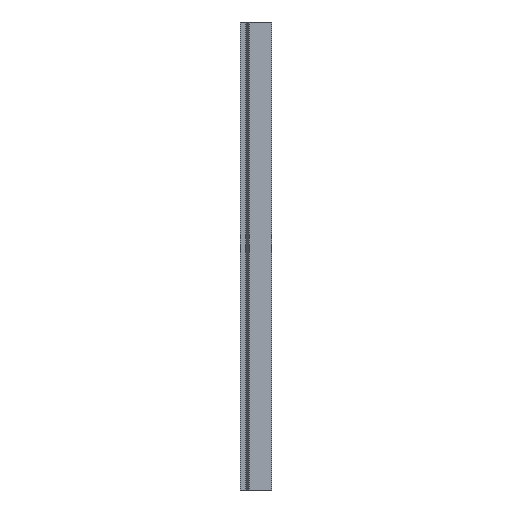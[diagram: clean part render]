
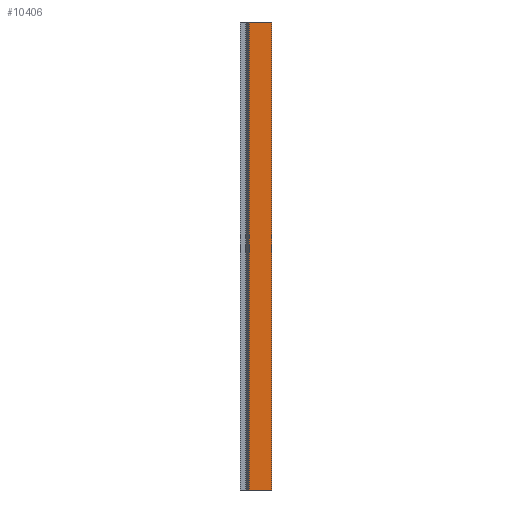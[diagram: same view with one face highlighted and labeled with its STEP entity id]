
A CAD part, left-side view. The second image highlights one B-rep face of the part: STEP entity #10406.
In plain terms, the highlighted planar face has unit normal (-1, 0, 0).
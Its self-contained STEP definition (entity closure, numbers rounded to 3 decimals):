
#133 = CARTESIAN_POINT ( 'NONE',  ( -37.5, 20.158, 0. ) ) ;
#164 = VECTOR ( 'NONE', #5336, 1000. ) ;
#204 = CARTESIAN_POINT ( 'NONE',  ( -37.5, 0., 418. ) ) ;
#216 = LINE ( 'NONE', #133, #164 ) ;
#388 = VERTEX_POINT ( 'NONE', #3773 ) ;
#431 = CARTESIAN_POINT ( 'NONE',  ( -37.5, 0., 0. ) ) ;
#685 = CARTESIAN_POINT ( 'NONE',  ( -37.5, 20.158, 418. ) ) ;
#1444 = VECTOR ( 'NONE', #5892, 1000. ) ;
#1905 = VERTEX_POINT ( 'NONE', #431 ) ;
#2067 = EDGE_CURVE ( 'NONE', #15473, #14839, #16353, .T. ) ;
#2796 = DIRECTION ( 'NONE',  ( 0., 0., -1. ) ) ;
#3084 = LINE ( 'NONE', #7975, #3804 ) ;
#3401 = DIRECTION ( 'NONE',  ( 0., 1., 0. ) ) ;
#3417 = ORIENTED_EDGE ( 'NONE', *, *, #13038, .T. ) ;
#3773 = CARTESIAN_POINT ( 'NONE',  ( -37.5, 20.158, 0. ) ) ;
#3804 = VECTOR ( 'NONE', #5606, 1000. ) ;
#3985 = LINE ( 'NONE', #204, #16432 ) ;
#5336 = DIRECTION ( 'NONE',  ( 0., -1., 0. ) ) ;
#5606 = DIRECTION ( 'NONE',  ( 0., 0., -1. ) ) ;
#5892 = DIRECTION ( 'NONE',  ( 0., -1., 0. ) ) ;
#7258 = EDGE_CURVE ( 'NONE', #15473, #388, #3084, .T. ) ;
#7359 = FACE_OUTER_BOUND ( 'NONE', #14996, .T. ) ;
#7769 = AXIS2_PLACEMENT_3D ( 'NONE', #8543, #11248, #3401 ) ;
#7975 = CARTESIAN_POINT ( 'NONE',  ( -37.5, 20.158, 418. ) ) ;
#8494 = ORIENTED_EDGE ( 'NONE', *, *, #7258, .T. ) ;
#8543 = CARTESIAN_POINT ( 'NONE',  ( -37.5, 20.158, 418. ) ) ;
#8761 = EDGE_CURVE ( 'NONE', #14839, #1905, #3985, .T. ) ;
#9134 = ORIENTED_EDGE ( 'NONE', *, *, #2067, .F. ) ;
#10406 = ADVANCED_FACE ( 'NONE', ( #7359 ), #12670, .F. ) ;
#11248 = DIRECTION ( 'NONE',  ( 1., 0., 0. ) ) ;
#12670 = PLANE ( 'NONE',  #7769 ) ;
#12998 = CARTESIAN_POINT ( 'NONE',  ( -37.5, 0., 418. ) ) ;
#13038 = EDGE_CURVE ( 'NONE', #388, #1905, #216, .T. ) ;
#13837 = ORIENTED_EDGE ( 'NONE', *, *, #8761, .F. ) ;
#14839 = VERTEX_POINT ( 'NONE', #12998 ) ;
#14996 = EDGE_LOOP ( 'NONE', ( #3417, #13837, #9134, #8494 ) ) ;
#15473 = VERTEX_POINT ( 'NONE', #16588 ) ;
#16353 = LINE ( 'NONE', #685, #1444 ) ;
#16432 = VECTOR ( 'NONE', #2796, 1000. ) ;
#16588 = CARTESIAN_POINT ( 'NONE',  ( -37.5, 20.158, 418. ) ) ;
